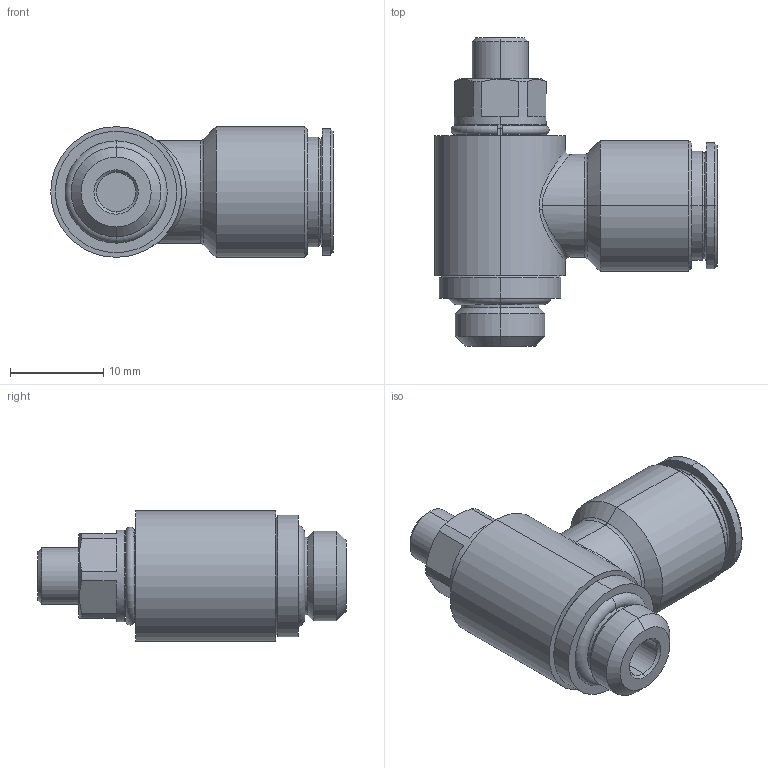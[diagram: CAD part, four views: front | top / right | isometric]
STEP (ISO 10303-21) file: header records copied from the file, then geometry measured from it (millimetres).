
FILE_DESCRIPTION(( 'VX.18.08.18V.STEP' ), '1');
FILE_NAME( 'VX.18.08.18V.STEP', '2018-10-10T08:54:27',( 'Sopra'),('sopra-pneumatic.com'), 'SwSTEP 2.0','SolidWorks 2009','' );
FILE_SCHEMA (( 'CONFIG_CONTROL_DESIGN' ));
Length unit declared in the file: millimetre
Products named in the file (1): X4080V41
Bounding box: 30.25 x 33.01 x 14 mm (x, y, z)
Volume: 4871.4 mm3; surface area: 2911.7 mm2
Topology: 1 solids, 1 shells, 104 faces, 236 edges, 143 vertices
Faces by surface type: plane 39, cylinder 30, cone 24, torus 9, bspline 2
Entity records: 3474 total; most frequent: CARTESIAN_POINT 1035, DIRECTION 530, ORIENTED_EDGE 468, EDGE_CURVE 234, AXIS2_PLACEMENT_3D 217, VERTEX_POINT 143, EDGE_LOOP 115, CIRCLE 114
